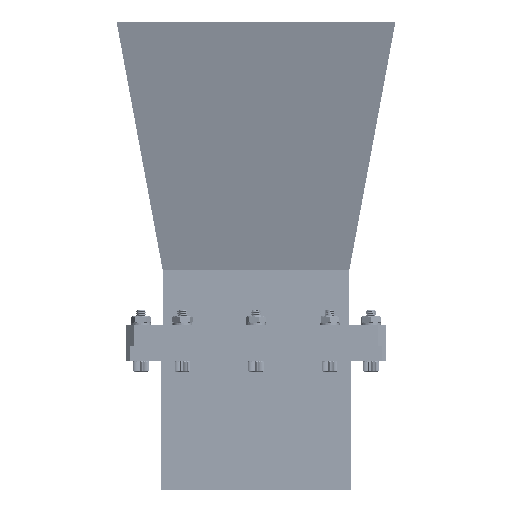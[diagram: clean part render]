
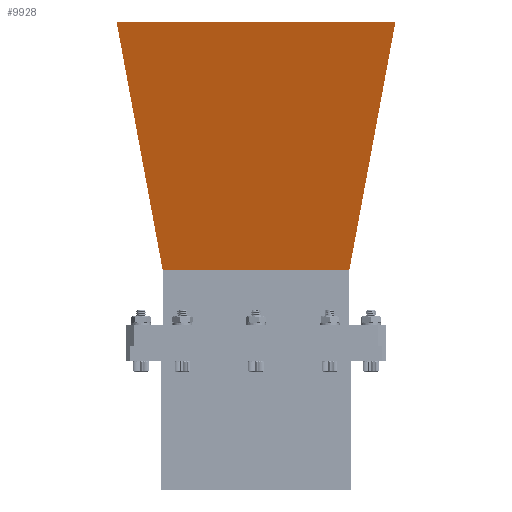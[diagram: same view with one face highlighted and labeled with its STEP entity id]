
A CAD part, front view. The second image highlights one B-rep face of the part: STEP entity #9928.
In plain terms, the highlighted face is planar.
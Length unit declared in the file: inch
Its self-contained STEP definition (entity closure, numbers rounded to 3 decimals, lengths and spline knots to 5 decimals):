
#726 = DIRECTION ( 'NONE',  ( 0.245, 0.177, -0.953 ) ) ;
#1048 = LINE ( 'NONE', #3076, #18459 ) ;
#1557 = CARTESIAN_POINT ( 'NONE',  ( -1.19311, 2.26811, 1.95356 ) ) ;
#2530 = LINE ( 'NONE', #10099, #22484 ) ;
#3076 = CARTESIAN_POINT ( 'NONE',  ( -2.74495, 0., 7.9885 ) ) ;
#3169 = ORIENTED_EDGE ( 'NONE', *, *, #17705, .T. ) ;
#3432 = AXIS2_PLACEMENT_3D ( 'NONE', #10820, #20255, #21920 ) ;
#3569 = VERTEX_POINT ( 'NONE', #20263 ) ;
#4623 = ORIENTED_EDGE ( 'NONE', *, *, #13239, .T. ) ;
#4764 = DIRECTION ( 'NONE',  ( -0.249, 0., 0.968 ) ) ;
#5517 = ORIENTED_EDGE ( 'NONE', *, *, #19277, .F. ) ;
#5965 = CARTESIAN_POINT ( 'NONE',  ( -1.19311, -2.26811, 1.95356 ) ) ;
#6414 = CARTESIAN_POINT ( 'NONE',  ( -1.19416, 2.26811, 1.95763 ) ) ;
#7328 = DIRECTION ( 'NONE',  ( 0., -1., 0. ) ) ;
#7743 = DIRECTION ( 'NONE',  ( 0.249, 0., -0.968 ) ) ;
#8591 = EDGE_LOOP ( 'NONE', ( #5517, #17150, #20430, #21525, #4623, #3169 ) ) ;
#8593 = LINE ( 'NONE', #23295, #21556 ) ;
#9037 = FACE_OUTER_BOUND ( 'NONE', #8591, .T. ) ;
#9206 = VERTEX_POINT ( 'NONE', #5965 ) ;
#9447 = EDGE_CURVE ( 'NONE', #14138, #14280, #8593, .T. ) ;
#9928 = ADVANCED_FACE ( 'NONE', ( #9037 ), #18322, .T. ) ;
#10099 = CARTESIAN_POINT ( 'NONE',  ( -2.74495, -3.38813, 7.9885 ) ) ;
#10458 = EDGE_CURVE ( 'NONE', #21144, #12691, #1048, .T. ) ;
#10567 = CARTESIAN_POINT ( 'NONE',  ( -1.19416, 2.26811, 1.95763 ) ) ;
#10820 = CARTESIAN_POINT ( 'NONE',  ( -1.96339, 0., 4.94909 ) ) ;
#12691 = VERTEX_POINT ( 'NONE', #14146 ) ;
#13239 = EDGE_CURVE ( 'NONE', #14280, #9206, #16695, .T. ) ;
#13503 = LINE ( 'NONE', #6414, #20990 ) ;
#13798 = CARTESIAN_POINT ( 'NONE',  ( -1.19311, -2.26811, 1.95356 ) ) ;
#14138 = VERTEX_POINT ( 'NONE', #10567 ) ;
#14146 = CARTESIAN_POINT ( 'NONE',  ( -2.74495, -3.38813, 7.9885 ) ) ;
#14280 = VERTEX_POINT ( 'NONE', #1557 ) ;
#14682 = VECTOR ( 'NONE', #7328, 39.37008 ) ;
#16695 = LINE ( 'NONE', #16825, #14682 ) ;
#16825 = CARTESIAN_POINT ( 'NONE',  ( -1.19311, 0., 1.95356 ) ) ;
#17150 = ORIENTED_EDGE ( 'NONE', *, *, #10458, .F. ) ;
#17260 = CARTESIAN_POINT ( 'NONE',  ( -2.74495, 3.38813, 7.9885 ) ) ;
#17705 = EDGE_CURVE ( 'NONE', #9206, #3569, #21269, .T. ) ;
#18322 = PLANE ( 'NONE',  #3432 ) ;
#18459 = VECTOR ( 'NONE', #19731, 39.37008 ) ;
#19277 = EDGE_CURVE ( 'NONE', #12691, #3569, #2530, .T. ) ;
#19292 = EDGE_CURVE ( 'NONE', #14138, #21144, #13503, .T. ) ;
#19731 = DIRECTION ( 'NONE',  ( 0., -1., 0. ) ) ;
#20255 = DIRECTION ( 'NONE',  ( -0.968, 0., -0.249 ) ) ;
#20263 = CARTESIAN_POINT ( 'NONE',  ( -1.19416, -2.26811, 1.95763 ) ) ;
#20430 = ORIENTED_EDGE ( 'NONE', *, *, #19292, .F. ) ;
#20870 = DIRECTION ( 'NONE',  ( -0.245, 0.177, 0.953 ) ) ;
#20990 = VECTOR ( 'NONE', #20870, 39.37008 ) ;
#21144 = VERTEX_POINT ( 'NONE', #17260 ) ;
#21269 = LINE ( 'NONE', #13798, #21696 ) ;
#21525 = ORIENTED_EDGE ( 'NONE', *, *, #9447, .T. ) ;
#21556 = VECTOR ( 'NONE', #7743, 39.37008 ) ;
#21696 = VECTOR ( 'NONE', #4764, 39.37008 ) ;
#21920 = DIRECTION ( 'NONE',  ( -0.249, 0., 0.968 ) ) ;
#22484 = VECTOR ( 'NONE', #726, 39.37008 ) ;
#23295 = CARTESIAN_POINT ( 'NONE',  ( -1.96339, 2.26811, 4.94909 ) ) ;
